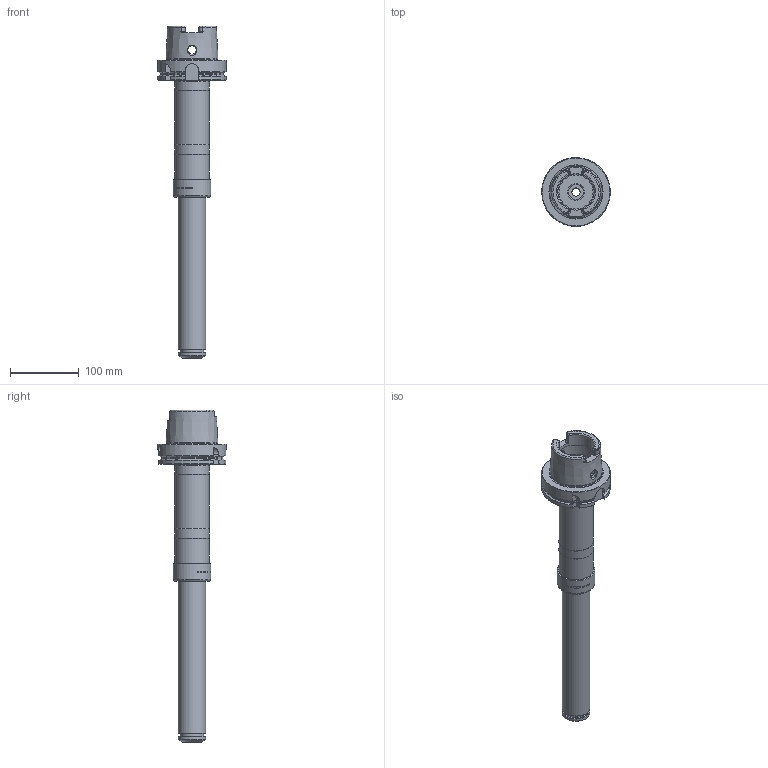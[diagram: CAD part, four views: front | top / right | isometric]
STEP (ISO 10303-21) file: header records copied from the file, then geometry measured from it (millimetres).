
FILE_DESCRIPTION(/* description */ (''),/* implementation_level */ '2;1');
FILE_NAME(/* name */ '888576270.stp',/* time_stamp */ '2023-03-15T12:24:34',/* author */ ('Ratnasingam Jekanthan'),/* organization */ ('REGO-FIX'),/* preprocessor_version */ ' Unknown',/* originating_system */ 'SIEMENS PLM Software Solid Edge ST10',/* authorization */ 'Unknown');
FILE_SCHEMA (('AUTOMOTIVE_DESIGN { 1 0 10303 214 2 1 1}'));
Length unit declared in the file: millimetre
Products named in the file (1): NOCUT
Bounding box: 100 x 100 x 484 mm (x, y, z)
Volume: 791606.6 mm3; surface area: 138754.1 mm2
Topology: 1 solids, 3 shells, 199 faces, 484 edges, 303 vertices
Faces by surface type: cylinder 55, cone 53, plane 52, torus 39
Full cylindrical faces by diameter (mm): 8.5 x1, 10 x1, 12 x4, 13 x1, 14 x1, 20 x1, 22.376 x1, 25 x2, 30.5 x1, 31.6 x1, 33 x1, 34 x1, 40 x2, 40.2 x1, 42 x1, 45 x1, 48.376 x2, 50 x2, 50.05 x1, 50.5 x2, 51.3 x1, 53 x2, 54.8 x1, 63 x1, 75.459 x1, 100 x1
Entity records: 6699 total; most frequent: CARTESIAN_POINT 1230, DIRECTION 866, ORIENTED_EDGE 694, AXIS2_PLACEMENT_3D 389, EDGE_CURVE 347, EDGE_LOOP 322, FACE_BOUND 322, VERTEX_POINT 267
